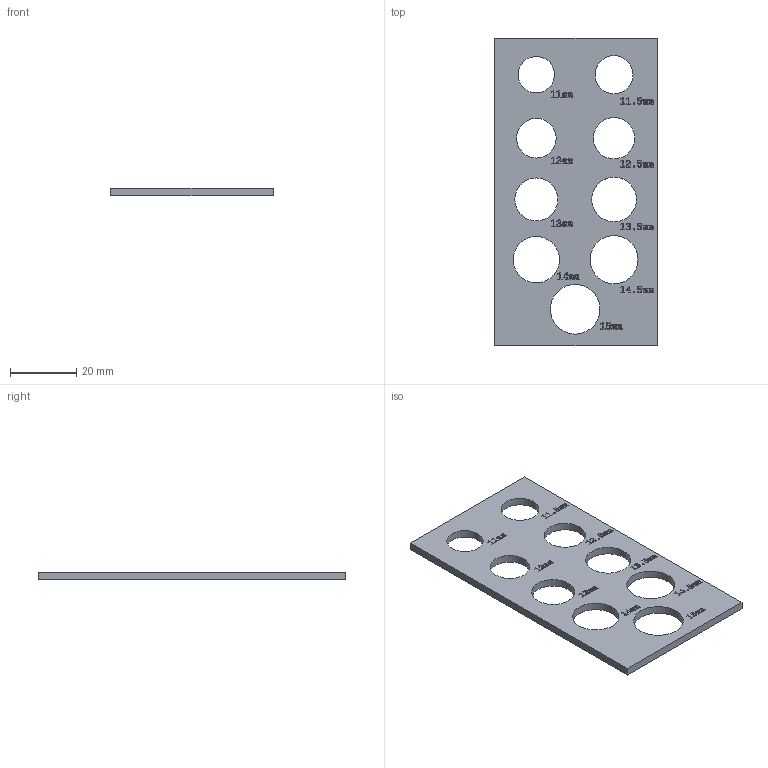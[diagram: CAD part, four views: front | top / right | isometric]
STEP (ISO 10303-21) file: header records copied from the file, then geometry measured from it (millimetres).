
FILE_DESCRIPTION(('FreeCAD Model'),'2;1');
FILE_NAME('Open CASCADE Shape Model','2026-02-08T20:53:15',(''),(''), 'Open CASCADE STEP processor 7.9','FreeCAD','Unknown');
FILE_SCHEMA(('AUTOMOTIVE_DESIGN { 1 0 10303 214 1 1 1 1 }'));
Length unit declared in the file: millimetre
Products named in the file (1): Body
Bounding box: 49 x 92.9 x 2.4 mm (x, y, z)
Volume: 7992.1 mm3; surface area: 8663.9 mm2
Topology: 1 solids, 1 shells, 961 faces, 2739 edges, 1826 vertices
Faces by surface type: plane 694, extrusion 258, cylinder 9
Full cylindrical faces by diameter (mm): 11 x1, 11.5 x1, 12 x1, 12.5 x1, 13 x1, 13.5 x1, 14 x1, 14.5 x1, 15 x1
Entity records: 31979 total; most frequent: CARTESIAN_POINT 7849, ORIENTED_EDGE 5478, DIRECTION 3907, EDGE_CURVE 2739, VECTOR 2463, LINE 2205, VERTEX_POINT 1826, FACE_BOUND 1025
